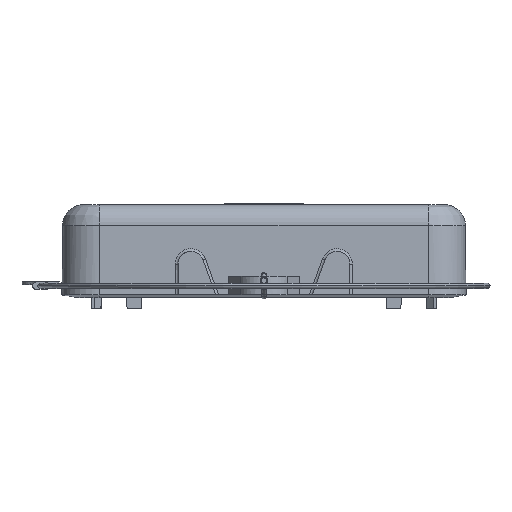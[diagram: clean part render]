
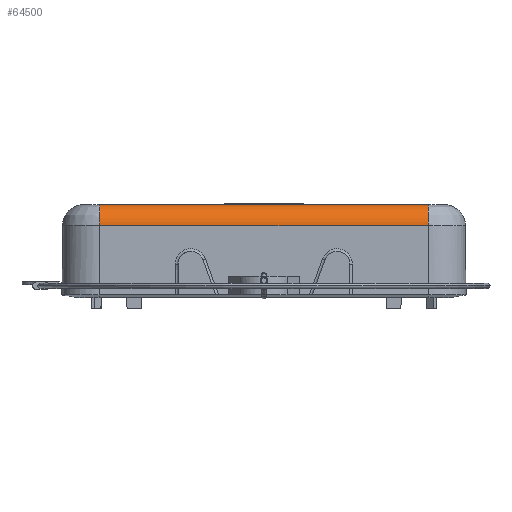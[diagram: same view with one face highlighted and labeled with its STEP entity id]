
A CAD part, front view. The second image highlights one B-rep face of the part: STEP entity #64500.
In plain terms, the highlighted cylindrical face has radius 4 mm (diameter 8 mm), a partial arc.
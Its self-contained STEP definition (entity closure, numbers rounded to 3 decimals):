
#11060=CARTESIAN_POINT('',(40.829,1.407,-13.5));
#11070=DIRECTION('',(0.,-1.,0.));
#11080=DIRECTION('',(-1.,0.,0.));
#11090=AXIS2_PLACEMENT_3D('',#11060,#11070,#11080);
#11100=CIRCLE('',#11090,4.);
#11110=CARTESIAN_POINT('',(40.829,1.407,-17.5));
#11120=VERTEX_POINT('',#11110);
#11130=CARTESIAN_POINT('',(44.828,1.407,
-13.535));
#11140=VERTEX_POINT('',#11130);
#11150=EDGE_CURVE('',#11120,#11140,#11100,.T.);
#54070=CARTESIAN_POINT('',(44.828,63.172,
-13.535));
#54080=VERTEX_POINT('',#54070);
#54110=CARTESIAN_POINT('',(44.828,0.,-13.535));
#54120=DIRECTION('',(0.,-1.,0.));
#54130=VECTOR('',#54120,1.);
#54140=LINE('',#54110,#54130);
#54150=EDGE_CURVE('',#54080,#11140,#54140,.T.);
#64260=CARTESIAN_POINT('',(40.829,0.,-13.5));
#64270=DIRECTION('',(0.,-1.,0.));
#64280=DIRECTION('',(-1.,0.,0.));
#64290=AXIS2_PLACEMENT_3D('',#64260,#64270,#64280);
#64300=CYLINDRICAL_SURFACE('',#64290,4.);
#64310=ORIENTED_EDGE('',*,*,#11150,.F.);
#64320=ORIENTED_EDGE('',*,*,#54150,.T.);
#64330=CARTESIAN_POINT('',(40.829,63.172,-13.5));
#64340=DIRECTION('',(0.,1.,0.));
#64350=DIRECTION('',(1.,0.,0.));
#64360=AXIS2_PLACEMENT_3D('',#64330,#64340,#64350);
#64370=CIRCLE('',#64360,4.);
#64380=CARTESIAN_POINT('',(40.829,63.172,-17.5));
#64390=VERTEX_POINT('',#64380);
#64400=EDGE_CURVE('',#54080,#64390,#64370,.T.);
#64410=ORIENTED_EDGE('',*,*,#64400,.F.);
#64420=CARTESIAN_POINT('',(40.829,0.,-17.5));
#64430=DIRECTION('',(0.,-1.,0.));
#64440=VECTOR('',#64430,1.);
#64450=LINE('',#64420,#64440);
#64460=EDGE_CURVE('',#64390,#11120,#64450,.T.);
#64470=ORIENTED_EDGE('',*,*,#64460,.F.);
#64480=EDGE_LOOP('',(#64470,#64410,#64320,#64310));
#64490=FACE_OUTER_BOUND('',#64480,.T.);
#64500=ADVANCED_FACE('',(#64490),#64300,.T.);
